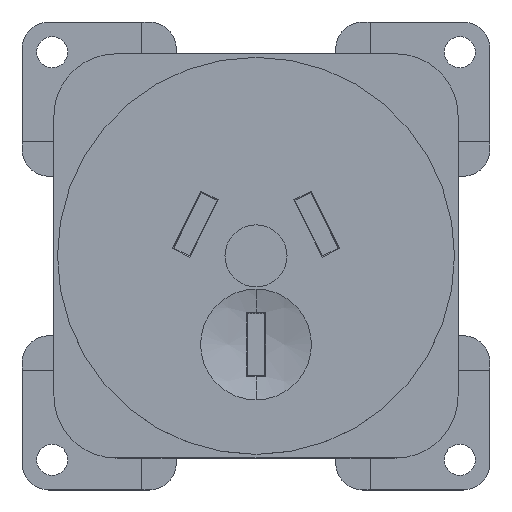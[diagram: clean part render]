
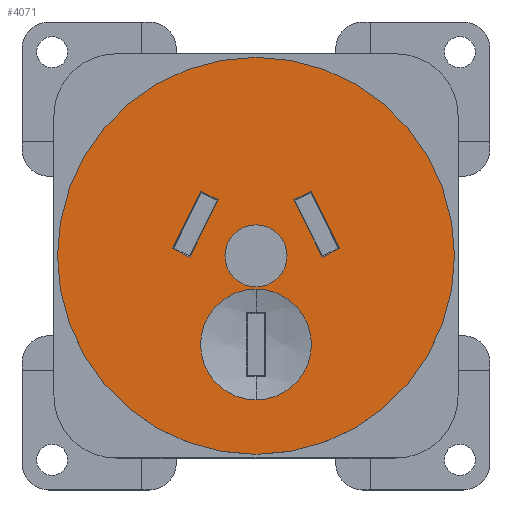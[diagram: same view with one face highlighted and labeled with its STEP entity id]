
A CAD part, top view. The second image highlights one B-rep face of the part: STEP entity #4071.
In plain terms, the highlighted planar face has unit normal (0, 0, 1).
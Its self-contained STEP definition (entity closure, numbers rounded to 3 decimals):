
#38 = VERTEX_POINT ( 'NONE', #2049 ) ;
#96 = DIRECTION ( 'NONE',  ( 0.897, 0.443, 0. ) ) ;
#119 = CIRCLE ( 'NONE', #1706, 3.5 ) ;
#172 = CARTESIAN_POINT ( 'NONE',  ( 3.5, 0., 8.6 ) ) ;
#185 = CARTESIAN_POINT ( 'NONE',  ( -3.5, 0., 8.6 ) ) ;
#215 = FACE_BOUND ( 'NONE', #1420, .T. ) ;
#220 = CARTESIAN_POINT ( 'NONE',  ( 4.266, 6.322, 8.6 ) ) ;
#231 = EDGE_CURVE ( 'NONE', #405, #5095, #4366, .T. ) ;
#255 = VECTOR ( 'NONE', #96, 1000. ) ;
#319 = VERTEX_POINT ( 'NONE', #454 ) ;
#347 = CARTESIAN_POINT ( 'NONE',  ( 0., -3.75, 8.6 ) ) ;
#394 = VECTOR ( 'NONE', #1930, 1000. ) ;
#405 = VERTEX_POINT ( 'NONE', #646 ) ;
#454 = CARTESIAN_POINT ( 'NONE',  ( 6.239, 7.296, 8.6 ) ) ;
#575 = ORIENTED_EDGE ( 'NONE', *, *, #5311, .T. ) ;
#580 = LINE ( 'NONE', #7454, #394 ) ;
#634 = CARTESIAN_POINT ( 'NONE',  ( 7.544, -0.09, 8.6 ) ) ;
#646 = CARTESIAN_POINT ( 'NONE',  ( 22.4, 0., 8.6 ) ) ;
#652 = DIRECTION ( 'NONE',  ( -0.897, -0.443, 0. ) ) ;
#691 = VECTOR ( 'NONE', #6157, 1000. ) ;
#763 = CARTESIAN_POINT ( 'NONE',  ( 9.427, 0.84, 8.6 ) ) ;
#966 = EDGE_CURVE ( 'NONE', #2542, #5426, #3611, .T. ) ;
#992 = VECTOR ( 'NONE', #4772, 1000. ) ;
#1035 = EDGE_CURVE ( 'NONE', #3457, #7137, #1187, .T. ) ;
#1133 = EDGE_CURVE ( 'NONE', #5426, #319, #1831, .T. ) ;
#1187 = CIRCLE ( 'NONE', #3704, 6.25 ) ;
#1205 = CARTESIAN_POINT ( 'NONE',  ( 7.455, -0.134, 8.6 ) ) ;
#1295 = VERTEX_POINT ( 'NONE', #763 ) ;
#1370 = CARTESIAN_POINT ( 'NONE',  ( -9.427, 0.84, 8.6 ) ) ;
#1420 = EDGE_LOOP ( 'NONE', ( #4102, #575, #3658, #4854 ) ) ;
#1425 = ORIENTED_EDGE ( 'NONE', *, *, #3216, .T. ) ;
#1480 = CARTESIAN_POINT ( 'NONE',  ( 0., 0., 8.6 ) ) ;
#1496 = CARTESIAN_POINT ( 'NONE',  ( -22.4, 0., 8.6 ) ) ;
#1547 = DIRECTION ( 'NONE',  ( 1., 0., 0. ) ) ;
#1624 = VECTOR ( 'NONE', #7679, 1000. ) ;
#1706 = AXIS2_PLACEMENT_3D ( 'NONE', #1480, #2319, #5136 ) ;
#1736 = CIRCLE ( 'NONE', #7559, 6.25 ) ;
#1791 = FACE_OUTER_BOUND ( 'NONE', #2907, .T. ) ;
#1831 = LINE ( 'NONE', #7389, #255 ) ;
#1930 = DIRECTION ( 'NONE',  ( 0.443, 0.897, 0. ) ) ;
#1952 = EDGE_LOOP ( 'NONE', ( #3883, #6230 ) ) ;
#2049 = CARTESIAN_POINT ( 'NONE',  ( -6.239, 7.296, 8.6 ) ) ;
#2070 = LINE ( 'NONE', #6161, #691 ) ;
#2161 = CARTESIAN_POINT ( 'NONE',  ( 0., -10., 8.6 ) ) ;
#2269 = DIRECTION ( 'NONE',  ( 1., 0., 0. ) ) ;
#2319 = DIRECTION ( 'NONE',  ( 0., 0., 1. ) ) ;
#2394 = CARTESIAN_POINT ( 'NONE',  ( -4.266, 6.322, 8.6 ) ) ;
#2405 = DIRECTION ( 'NONE',  ( 0., 0., -1. ) ) ;
#2489 = CARTESIAN_POINT ( 'NONE',  ( 0., 0., 8.6 ) ) ;
#2508 = ORIENTED_EDGE ( 'NONE', *, *, #4570, .T. ) ;
#2532 = CARTESIAN_POINT ( 'NONE',  ( -7.455, -0.134, 8.6 ) ) ;
#2542 = VERTEX_POINT ( 'NONE', #1205 ) ;
#2577 = LINE ( 'NONE', #5963, #992 ) ;
#2584 = EDGE_CURVE ( 'NONE', #38, #6758, #2577, .T. ) ;
#2625 = ORIENTED_EDGE ( 'NONE', *, *, #6877, .T. ) ;
#2765 = CIRCLE ( 'NONE', #3723, 22.4 ) ;
#2844 = LINE ( 'NONE', #634, #4246 ) ;
#2907 = EDGE_LOOP ( 'NONE', ( #7624, #3209 ) ) ;
#2973 = EDGE_LOOP ( 'NONE', ( #7619, #1425, #2625, #6798 ) ) ;
#3010 = DIRECTION ( 'NONE',  ( 1., 0., 0. ) ) ;
#3015 = DIRECTION ( 'NONE',  ( 0., 0., 1. ) ) ;
#3045 = CARTESIAN_POINT ( 'NONE',  ( 0., 0., 8.6 ) ) ;
#3102 = DIRECTION ( 'NONE',  ( 0., 0., 1. ) ) ;
#3209 = ORIENTED_EDGE ( 'NONE', *, *, #231, .T. ) ;
#3216 = EDGE_CURVE ( 'NONE', #4784, #7717, #6377, .T. ) ;
#3337 = CARTESIAN_POINT ( 'NONE',  ( -9.337, 0.796, 8.6 ) ) ;
#3363 = FACE_BOUND ( 'NONE', #5563, .T. ) ;
#3389 = DIRECTION ( 'NONE',  ( -1., 0., 0. ) ) ;
#3390 = DIRECTION ( 'NONE',  ( 0., 0., -1. ) ) ;
#3397 = CARTESIAN_POINT ( 'NONE',  ( 0., -10., 8.6 ) ) ;
#3457 = VERTEX_POINT ( 'NONE', #7600 ) ;
#3611 = LINE ( 'NONE', #4278, #4605 ) ;
#3658 = ORIENTED_EDGE ( 'NONE', *, *, #966, .T. ) ;
#3704 = AXIS2_PLACEMENT_3D ( 'NONE', #2161, #2405, #7574 ) ;
#3723 = AXIS2_PLACEMENT_3D ( 'NONE', #3045, #3015, #3010 ) ;
#3856 = EDGE_CURVE ( 'NONE', #319, #1295, #2070, .T. ) ;
#3883 = ORIENTED_EDGE ( 'NONE', *, *, #7004, .F. ) ;
#4013 = EDGE_CURVE ( 'NONE', #6758, #4784, #7326, .T. ) ;
#4071 = ADVANCED_FACE ( 'NONE', ( #215, #6551, #3363, #6361, #1791 ), #5293, .T. ) ;
#4102 = ORIENTED_EDGE ( 'NONE', *, *, #3856, .T. ) ;
#4246 = VECTOR ( 'NONE', #652, 1000. ) ;
#4249 = CARTESIAN_POINT ( 'NONE',  ( 0., 0., 8.6 ) ) ;
#4278 = CARTESIAN_POINT ( 'NONE',  ( 4.31, 6.232, 8.6 ) ) ;
#4366 = CIRCLE ( 'NONE', #6728, 22.4 ) ;
#4570 = EDGE_CURVE ( 'NONE', #7137, #3457, #1736, .T. ) ;
#4605 = VECTOR ( 'NONE', #6858, 1000. ) ;
#4655 = EDGE_CURVE ( 'NONE', #5095, #405, #2765, .T. ) ;
#4772 = DIRECTION ( 'NONE',  ( 0.897, -0.443, 0. ) ) ;
#4784 = VERTEX_POINT ( 'NONE', #2532 ) ;
#4798 = AXIS2_PLACEMENT_3D ( 'NONE', #2489, #5810, #2269 ) ;
#4854 = ORIENTED_EDGE ( 'NONE', *, *, #1133, .T. ) ;
#5095 = VERTEX_POINT ( 'NONE', #1496 ) ;
#5136 = DIRECTION ( 'NONE',  ( 1., 0., 0. ) ) ;
#5270 = DIRECTION ( 'NONE',  ( 1., 0., 0. ) ) ;
#5272 = DIRECTION ( 'NONE',  ( 0., 0., 1. ) ) ;
#5293 = PLANE ( 'NONE',  #5973 ) ;
#5294 = CARTESIAN_POINT ( 'NONE',  ( 0., 0., 8.6 ) ) ;
#5311 = EDGE_CURVE ( 'NONE', #1295, #2542, #2844, .T. ) ;
#5426 = VERTEX_POINT ( 'NONE', #220 ) ;
#5429 = VERTEX_POINT ( 'NONE', #185 ) ;
#5443 = VERTEX_POINT ( 'NONE', #172 ) ;
#5556 = CARTESIAN_POINT ( 'NONE',  ( -7.41, -0.044, 8.6 ) ) ;
#5563 = EDGE_LOOP ( 'NONE', ( #2508, #7435 ) ) ;
#5613 = DIRECTION ( 'NONE',  ( -0.443, -0.897, 0. ) ) ;
#5810 = DIRECTION ( 'NONE',  ( 0., 0., 1. ) ) ;
#5963 = CARTESIAN_POINT ( 'NONE',  ( -4.356, 6.366, 8.6 ) ) ;
#5973 = AXIS2_PLACEMENT_3D ( 'NONE', #5294, #5272, #5270 ) ;
#6157 = DIRECTION ( 'NONE',  ( 0.443, -0.897, 0. ) ) ;
#6161 = CARTESIAN_POINT ( 'NONE',  ( 9.383, 0.93, 8.6 ) ) ;
#6230 = ORIENTED_EDGE ( 'NONE', *, *, #6682, .F. ) ;
#6361 = FACE_BOUND ( 'NONE', #1952, .T. ) ;
#6377 = LINE ( 'NONE', #3337, #1624 ) ;
#6551 = FACE_BOUND ( 'NONE', #2973, .T. ) ;
#6682 = EDGE_CURVE ( 'NONE', #5429, #5443, #119, .T. ) ;
#6728 = AXIS2_PLACEMENT_3D ( 'NONE', #4249, #3102, #1547 ) ;
#6758 = VERTEX_POINT ( 'NONE', #2394 ) ;
#6798 = ORIENTED_EDGE ( 'NONE', *, *, #2584, .T. ) ;
#6858 = DIRECTION ( 'NONE',  ( -0.443, 0.897, 0. ) ) ;
#6877 = EDGE_CURVE ( 'NONE', #7717, #38, #580, .T. ) ;
#6934 = VECTOR ( 'NONE', #5613, 1000. ) ;
#7004 = EDGE_CURVE ( 'NONE', #5443, #5429, #7220, .T. ) ;
#7137 = VERTEX_POINT ( 'NONE', #347 ) ;
#7220 = CIRCLE ( 'NONE', #4798, 3.5 ) ;
#7326 = LINE ( 'NONE', #5556, #6934 ) ;
#7389 = CARTESIAN_POINT ( 'NONE',  ( 6.149, 7.252, 8.6 ) ) ;
#7435 = ORIENTED_EDGE ( 'NONE', *, *, #1035, .T. ) ;
#7454 = CARTESIAN_POINT ( 'NONE',  ( -6.283, 7.206, 8.6 ) ) ;
#7559 = AXIS2_PLACEMENT_3D ( 'NONE', #3397, #3390, #3389 ) ;
#7574 = DIRECTION ( 'NONE',  ( -1., 0., 0. ) ) ;
#7600 = CARTESIAN_POINT ( 'NONE',  ( 0., -16.25, 8.6 ) ) ;
#7619 = ORIENTED_EDGE ( 'NONE', *, *, #4013, .T. ) ;
#7624 = ORIENTED_EDGE ( 'NONE', *, *, #4655, .T. ) ;
#7679 = DIRECTION ( 'NONE',  ( -0.897, 0.443, 0. ) ) ;
#7717 = VERTEX_POINT ( 'NONE', #1370 ) ;
